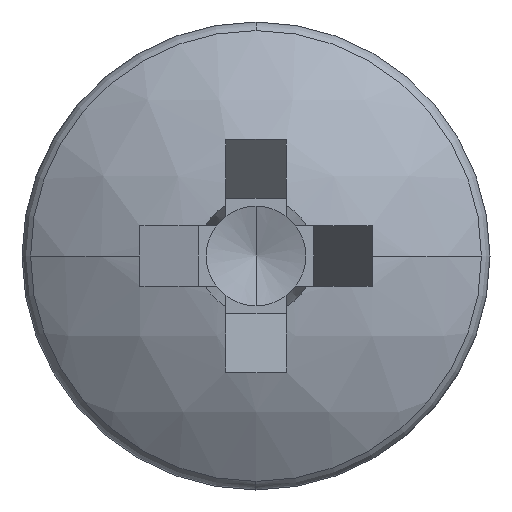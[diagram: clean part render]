
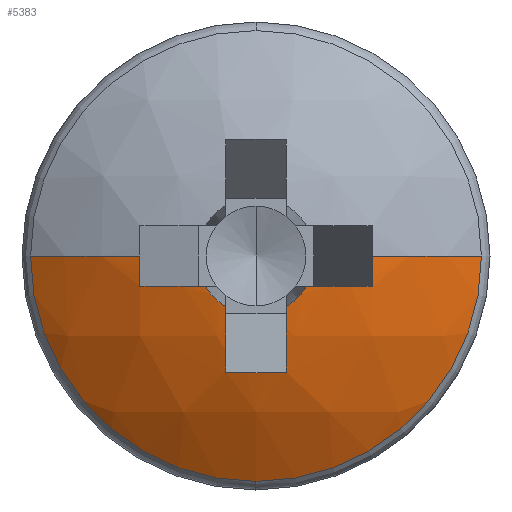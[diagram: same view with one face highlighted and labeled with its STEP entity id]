
A CAD part, left-side view. The second image highlights one B-rep face of the part: STEP entity #5383.
In plain terms, the highlighted spherical face has radius 6.5 mm.
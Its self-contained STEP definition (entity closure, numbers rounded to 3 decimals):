
#45 = DIRECTION ( 'NONE',  ( 1., 0., 0. ) ) ;
#67 = DIRECTION ( 'NONE',  ( -0.895, 0.446, 0. ) ) ;
#74 = CARTESIAN_POINT ( 'NONE',  ( 0.079, -0.868, -0.515 ) ) ;
#99 = DIRECTION ( 'NONE',  ( 1., 0., 0. ) ) ;
#225 = VERTEX_POINT ( 'NONE', #5280 ) ;
#265 = DIRECTION ( 'NONE',  ( 0., -1., 0. ) ) ;
#325 = CARTESIAN_POINT ( 'NONE',  ( 6.5, 0., 0. ) ) ;
#538 = ORIENTED_EDGE ( 'NONE', *, *, #9950, .T. ) ;
#581 = EDGE_CURVE ( 'NONE', #5875, #7369, #794, .T. ) ;
#626 = DIRECTION ( 'NONE',  ( 1., 0., 0. ) ) ;
#700 = ORIENTED_EDGE ( 'NONE', *, *, #2619, .F. ) ;
#756 = DIRECTION ( 'NONE',  ( 0., 1., 0. ) ) ;
#794 = CIRCLE ( 'NONE', #9708, 1.009 ) ;
#852 = ORIENTED_EDGE ( 'NONE', *, *, #9936, .T. ) ;
#1095 = CIRCLE ( 'NONE', #3756, 1.009 ) ;
#1354 = CIRCLE ( 'NONE', #5580, 6.48 ) ;
#1434 = CARTESIAN_POINT ( 'NONE',  ( 1.265, 0., 0. ) ) ;
#1479 = DIRECTION ( 'NONE',  ( 0., 0., 1. ) ) ;
#1723 = DIRECTION ( 'NONE',  ( 0., 0., -1. ) ) ;
#1747 = CIRCLE ( 'NONE', #7956, 6.426 ) ;
#1836 = CIRCLE ( 'NONE', #8007, 3.853 ) ;
#1974 = VERTEX_POINT ( 'NONE', #10029 ) ;
#2110 = EDGE_CURVE ( 'NONE', #7855, #9756, #1747, .T. ) ;
#2266 = DIRECTION ( 'NONE',  ( -1., 0., 0. ) ) ;
#2283 = DIRECTION ( 'NONE',  ( 0.446, 0.895, 0. ) ) ;
#2490 = CIRCLE ( 'NONE', #8722, 6.48 ) ;
#2596 = ORIENTED_EDGE ( 'NONE', *, *, #6530, .F. ) ;
#2619 = EDGE_CURVE ( 'NONE', #1974, #7780, #1354, .T. ) ;
#2642 = AXIS2_PLACEMENT_3D ( 'NONE', #325, #5044, #5835 ) ;
#2683 = VERTEX_POINT ( 'NONE', #5068 ) ;
#2723 = AXIS2_PLACEMENT_3D ( 'NONE', #4017, #9551, #45 ) ;
#2772 = VERTEX_POINT ( 'NONE', #9948 ) ;
#2933 = DIRECTION ( 'NONE',  ( 0., 0., 1. ) ) ;
#3005 = ORIENTED_EDGE ( 'NONE', *, *, #3466, .T. ) ;
#3176 = DIRECTION ( 'NONE',  ( 0., 0., -1. ) ) ;
#3187 = DIRECTION ( 'NONE',  ( 0., 0., 1. ) ) ;
#3388 = EDGE_CURVE ( 'NONE', #7855, #5875, #9666, .T. ) ;
#3466 = EDGE_CURVE ( 'NONE', #8966, #225, #5217, .T. ) ;
#3468 = AXIS2_PLACEMENT_3D ( 'NONE', #5922, #265, #4392 ) ;
#3756 = AXIS2_PLACEMENT_3D ( 'NONE', #6303, #4754, #10191 ) ;
#4017 = CARTESIAN_POINT ( 'NONE',  ( 6.5, 0., 0. ) ) ;
#4036 = AXIS2_PLACEMENT_3D ( 'NONE', #5776, #8065, #4988 ) ;
#4392 = DIRECTION ( 'NONE',  ( 0., 0., -1. ) ) ;
#4469 = EDGE_CURVE ( 'NONE', #6521, #6080, #9132, .T. ) ;
#4567 = CARTESIAN_POINT ( 'NONE',  ( 0.313, 1.994, 0. ) ) ;
#4595 = FACE_OUTER_BOUND ( 'NONE', #4971, .T. ) ;
#4697 = DIRECTION ( 'NONE',  ( -0.895, 0., -0.446 ) ) ;
#4754 = DIRECTION ( 'NONE',  ( -1., 0., 0. ) ) ;
#4814 = CARTESIAN_POINT ( 'NONE',  ( 6.064, -0.874, 0. ) ) ;
#4821 = ORIENTED_EDGE ( 'NONE', *, *, #8570, .F. ) ;
#4879 = CARTESIAN_POINT ( 'NONE',  ( 6.5, 0., -0.515 ) ) ;
#4891 = CARTESIAN_POINT ( 'NONE',  ( 6.5, 0., 0. ) ) ;
#4971 = EDGE_LOOP ( 'NONE', ( #7918, #538, #3005, #852, #4821, #5840, #6947, #10269, #2596, #10113, #700, #8498, #8330 ) ) ;
#4988 = DIRECTION ( 'NONE',  ( 0., 0., 1. ) ) ;
#5044 = DIRECTION ( 'NONE',  ( 0., 0., -1. ) ) ;
#5068 = CARTESIAN_POINT ( 'NONE',  ( 0.332, -1.985, -0.515 ) ) ;
#5164 = CIRCLE ( 'NONE', #3468, 6.48 ) ;
#5217 = CIRCLE ( 'NONE', #2642, 6.5 ) ;
#5280 = CARTESIAN_POINT ( 'NONE',  ( 0.313, -1.994, 0. ) ) ;
#5383 = ADVANCED_FACE ( 'NONE', ( #4595 ), #5928, .T. ) ;
#5570 = CARTESIAN_POINT ( 'NONE',  ( 0.079, 0.868, -0.515 ) ) ;
#5580 = AXIS2_PLACEMENT_3D ( 'NONE', #4879, #3187, #99 ) ;
#5686 = CIRCLE ( 'NONE', #8982, 6.426 ) ;
#5776 = CARTESIAN_POINT ( 'NONE',  ( 1.265, 0., 0. ) ) ;
#5781 = CIRCLE ( 'NONE', #7208, 6.426 ) ;
#5790 = AXIS2_PLACEMENT_3D ( 'NONE', #4891, #1723, #7295 ) ;
#5835 = DIRECTION ( 'NONE',  ( 0., 1., 0. ) ) ;
#5840 = ORIENTED_EDGE ( 'NONE', *, *, #581, .F. ) ;
#5875 = VERTEX_POINT ( 'NONE', #9926 ) ;
#5922 = CARTESIAN_POINT ( 'NONE',  ( 6.5, 0.515, 0. ) ) ;
#5928 = SPHERICAL_SURFACE ( 'NONE', #5790, 6.5 ) ;
#6080 = VERTEX_POINT ( 'NONE', #4567 ) ;
#6303 = CARTESIAN_POINT ( 'NONE',  ( 0.079, 0., 0. ) ) ;
#6411 = EDGE_CURVE ( 'NONE', #1974, #6080, #5781, .T. ) ;
#6432 = CARTESIAN_POINT ( 'NONE',  ( 1.265, 3.853, 0. ) ) ;
#6521 = VERTEX_POINT ( 'NONE', #6432 ) ;
#6530 = EDGE_CURVE ( 'NONE', #9451, #9756, #5164, .T. ) ;
#6571 = AXIS2_PLACEMENT_3D ( 'NONE', #10247, #756, #9094 ) ;
#6687 = CARTESIAN_POINT ( 'NONE',  ( 0.079, 0.515, -0.868 ) ) ;
#6947 = ORIENTED_EDGE ( 'NONE', *, *, #3388, .F. ) ;
#7107 = CARTESIAN_POINT ( 'NONE',  ( 0.332, 0.515, -1.985 ) ) ;
#7109 = CARTESIAN_POINT ( 'NONE',  ( 0.079, 0., 0. ) ) ;
#7208 = AXIS2_PLACEMENT_3D ( 'NONE', #4814, #2283, #67 ) ;
#7292 = CIRCLE ( 'NONE', #4036, 3.853 ) ;
#7295 = DIRECTION ( 'NONE',  ( 0., 1., 0. ) ) ;
#7369 = VERTEX_POINT ( 'NONE', #74 ) ;
#7780 = VERTEX_POINT ( 'NONE', #5570 ) ;
#7801 = CARTESIAN_POINT ( 'NONE',  ( 6.064, 0., 0.874 ) ) ;
#7855 = VERTEX_POINT ( 'NONE', #8662 ) ;
#7918 = ORIENTED_EDGE ( 'NONE', *, *, #8748, .T. ) ;
#7956 = AXIS2_PLACEMENT_3D ( 'NONE', #7801, #10236, #4697 ) ;
#8007 = AXIS2_PLACEMENT_3D ( 'NONE', #1434, #9544, #1479 ) ;
#8065 = DIRECTION ( 'NONE',  ( -1., 0., 0. ) ) ;
#8330 = ORIENTED_EDGE ( 'NONE', *, *, #4469, .F. ) ;
#8498 = ORIENTED_EDGE ( 'NONE', *, *, #6411, .T. ) ;
#8570 = EDGE_CURVE ( 'NONE', #7369, #2683, #2490, .T. ) ;
#8662 = CARTESIAN_POINT ( 'NONE',  ( 0.332, -0.515, -1.985 ) ) ;
#8699 = EDGE_CURVE ( 'NONE', #7780, #9451, #1095, .T. ) ;
#8722 = AXIS2_PLACEMENT_3D ( 'NONE', #10148, #2933, #626 ) ;
#8748 = EDGE_CURVE ( 'NONE', #6521, #2772, #1836, .T. ) ;
#8903 = DIRECTION ( 'NONE',  ( 0.446, -0.895, 0. ) ) ;
#8966 = VERTEX_POINT ( 'NONE', #9962 ) ;
#8982 = AXIS2_PLACEMENT_3D ( 'NONE', #9714, #8903, #9740 ) ;
#9094 = DIRECTION ( 'NONE',  ( 0., 0., 1. ) ) ;
#9132 = CIRCLE ( 'NONE', #2723, 6.5 ) ;
#9451 = VERTEX_POINT ( 'NONE', #6687 ) ;
#9544 = DIRECTION ( 'NONE',  ( -1., 0., 0. ) ) ;
#9551 = DIRECTION ( 'NONE',  ( 0., 0., 1. ) ) ;
#9666 = CIRCLE ( 'NONE', #6571, 6.48 ) ;
#9708 = AXIS2_PLACEMENT_3D ( 'NONE', #7109, #2266, #3176 ) ;
#9714 = CARTESIAN_POINT ( 'NONE',  ( 6.064, 0.874, 0. ) ) ;
#9740 = DIRECTION ( 'NONE',  ( 0.895, 0.446, 0. ) ) ;
#9756 = VERTEX_POINT ( 'NONE', #7107 ) ;
#9926 = CARTESIAN_POINT ( 'NONE',  ( 0.079, -0.515, -0.868 ) ) ;
#9936 = EDGE_CURVE ( 'NONE', #225, #2683, #5686, .T. ) ;
#9948 = CARTESIAN_POINT ( 'NONE',  ( 1.265, 0., -3.853 ) ) ;
#9950 = EDGE_CURVE ( 'NONE', #2772, #8966, #7292, .T. ) ;
#9962 = CARTESIAN_POINT ( 'NONE',  ( 1.265, -3.853, 0. ) ) ;
#10029 = CARTESIAN_POINT ( 'NONE',  ( 0.332, 1.985, -0.515 ) ) ;
#10113 = ORIENTED_EDGE ( 'NONE', *, *, #8699, .F. ) ;
#10148 = CARTESIAN_POINT ( 'NONE',  ( 6.5, 0., -0.515 ) ) ;
#10191 = DIRECTION ( 'NONE',  ( 0., 0., -1. ) ) ;
#10236 = DIRECTION ( 'NONE',  ( 0.446, 0., -0.895 ) ) ;
#10247 = CARTESIAN_POINT ( 'NONE',  ( 6.5, -0.515, 0. ) ) ;
#10269 = ORIENTED_EDGE ( 'NONE', *, *, #2110, .T. ) ;
